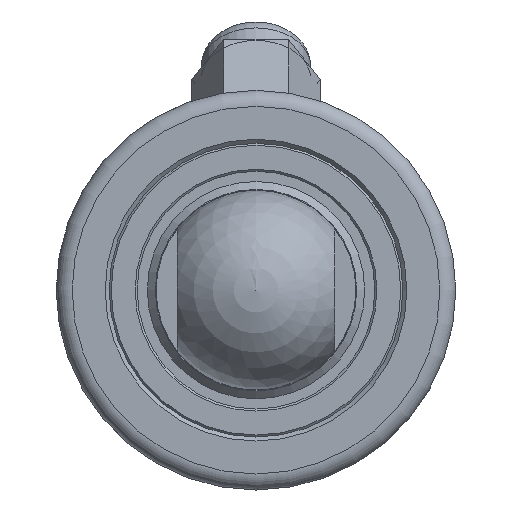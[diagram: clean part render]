
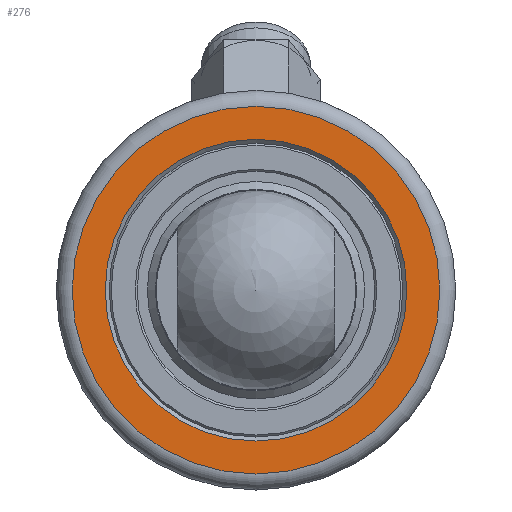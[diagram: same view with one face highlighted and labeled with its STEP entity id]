
A CAD part, left-side view. The second image highlights one B-rep face of the part: STEP entity #276.
In plain terms, the highlighted face is planar.
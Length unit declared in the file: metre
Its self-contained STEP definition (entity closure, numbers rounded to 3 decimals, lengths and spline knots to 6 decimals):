
#276 = ADVANCED_FACE( '', ( #505, #506 ), #507, .T. );
#505 = FACE_BOUND( '', #717, .T. );
#506 = FACE_OUTER_BOUND( '', #718, .T. );
#507 = PLANE( '', #719 );
#717 = EDGE_LOOP( '', ( #1059 ) );
#718 = EDGE_LOOP( '', ( #1060 ) );
#719 = AXIS2_PLACEMENT_3D( '', #1061, #1062, #1063 );
#1059 = ORIENTED_EDGE( '', *, *, #1272, .T. );
#1060 = ORIENTED_EDGE( '', *, *, #1204, .T. );
#1061 = CARTESIAN_POINT( '', ( 0.0025, 0., 0. ) );
#1062 = DIRECTION( '', ( 1., 0., 0. ) );
#1063 = DIRECTION( '', ( 0., 1., 0. ) );
#1204 = EDGE_CURVE( '', #1373, #1373, #1374, .T. );
#1272 = EDGE_CURVE( '', #1470, #1470, #1471, .F. );
#1373 = VERTEX_POINT( '', #1581 );
#1374 = CIRCLE( '', #1582, 0.023 );
#1470 = VERTEX_POINT( '', #1865 );
#1471 = CIRCLE( '', #1866, 0.018875 );
#1581 = CARTESIAN_POINT( '', ( 0.0025, 0., -0.023 ) );
#1582 = AXIS2_PLACEMENT_3D( '', #1967, #1968, #1969 );
#1865 = CARTESIAN_POINT( '', ( 0.0025, 0., -0.018875 ) );
#1866 = AXIS2_PLACEMENT_3D( '', #2043, #2044, #2045 );
#1967 = CARTESIAN_POINT( '', ( 0.0025, 0., 0. ) );
#1968 = DIRECTION( '', ( 1., 0., 0. ) );
#1969 = DIRECTION( '', ( 0., 0., -1. ) );
#2043 = CARTESIAN_POINT( '', ( 0.0025, 0., 0. ) );
#2044 = DIRECTION( '', ( 1., 0., 0. ) );
#2045 = DIRECTION( '', ( 0., 0., -1. ) );
